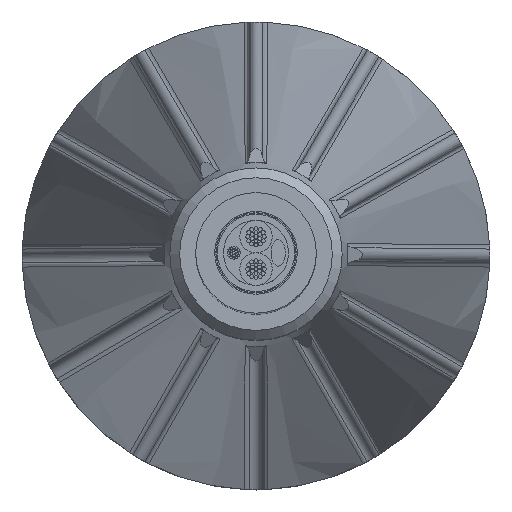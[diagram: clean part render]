
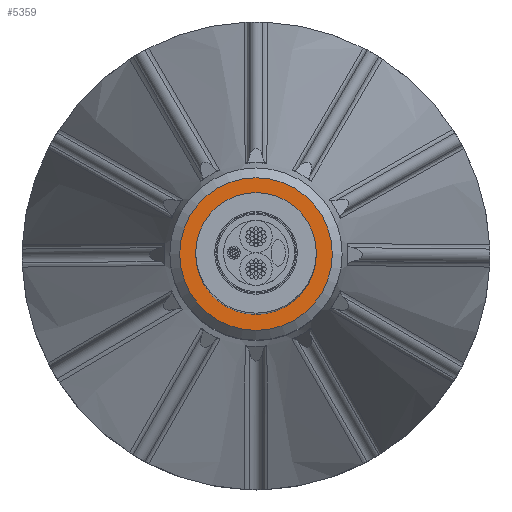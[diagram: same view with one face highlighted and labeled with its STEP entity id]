
A CAD part, top view. The second image highlights one B-rep face of the part: STEP entity #5359.
In plain terms, the highlighted planar face has unit normal (0, 0, 1).
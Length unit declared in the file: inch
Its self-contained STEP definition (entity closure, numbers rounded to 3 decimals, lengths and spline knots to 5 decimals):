
#320=FACE_BOUND('',#1247,.T.);
#504=CIRCLE('',#5754,0.155);
#505=CIRCLE('',#5755,0.1225);
#863=FACE_OUTER_BOUND('',#1246,.T.);
#1246=EDGE_LOOP('',(#3554));
#1247=EDGE_LOOP('',(#3555));
#2245=VERTEX_POINT('',#13258);
#2246=VERTEX_POINT('',#13260);
#2771=EDGE_CURVE('',#2245,#2245,#504,.T.);
#2772=EDGE_CURVE('',#2246,#2246,#505,.T.);
#3554=ORIENTED_EDGE('',*,*,#2771,.F.);
#3555=ORIENTED_EDGE('',*,*,#2772,.F.);
#4743=PLANE('',#5753);
#5359=ADVANCED_FACE('',(#863,#320),#4743,.T.);
#5753=AXIS2_PLACEMENT_3D('',#13257,#6592,#6593);
#5754=AXIS2_PLACEMENT_3D('',#13259,#6594,#6595);
#5755=AXIS2_PLACEMENT_3D('',#13261,#6596,#6597);
#6592=DIRECTION('center_axis',(0.,0.,
1.));
#6593=DIRECTION('ref_axis',(0.,-1.,0.));
#6594=DIRECTION('center_axis',(0.,0.,
-1.));
#6595=DIRECTION('ref_axis',(-1.,0.,0.));
#6596=DIRECTION('center_axis',(0.,0.,
1.));
#6597=DIRECTION('ref_axis',(0.,-1.,0.));
#13257=CARTESIAN_POINT('Origin',(0.0875,0.,
2.25227));
#13258=CARTESIAN_POINT('',(0.155,0.,2.25227));
#13259=CARTESIAN_POINT('Origin',(0.,0.,
2.25227));
#13260=CARTESIAN_POINT('',(0.,0.1225,2.25227));
#13261=CARTESIAN_POINT('Origin',(0.,0.,
2.25227));
